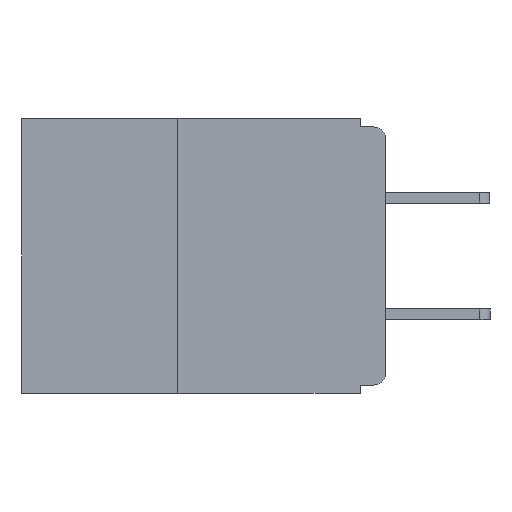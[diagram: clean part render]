
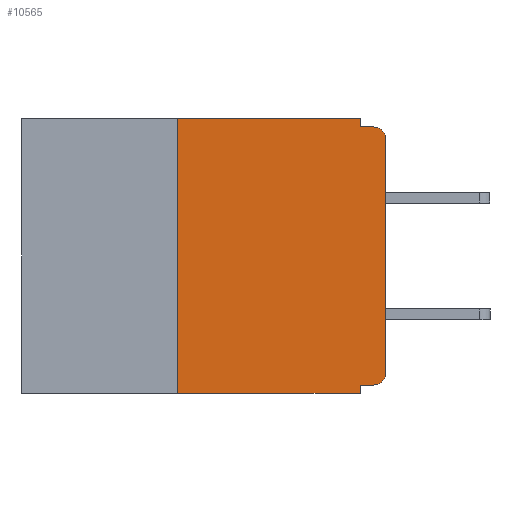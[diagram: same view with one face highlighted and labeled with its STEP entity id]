
A CAD part, left-side view. The second image highlights one B-rep face of the part: STEP entity #10565.
In plain terms, the highlighted planar face has unit normal (-1, 0, 0).
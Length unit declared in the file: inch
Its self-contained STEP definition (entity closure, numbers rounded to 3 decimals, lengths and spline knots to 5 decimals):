
#4 = CIRCLE ( 'NONE', #5544, 0.015 ) ;
#127 = CARTESIAN_POINT ( 'NONE',  ( 0., 0.25, -0.33 ) ) ;
#209 = DIRECTION ( 'NONE',  ( 0., 0., 1. ) ) ;
#372 = EDGE_CURVE ( 'NONE', #17676, #4784, #17240, .T. ) ;
#494 = CARTESIAN_POINT ( 'NONE',  ( 0., 0.031, 0. ) ) ;
#626 = CARTESIAN_POINT ( 'NONE',  ( 0., 0., -0.305 ) ) ;
#658 = LINE ( 'NONE', #10184, #16147 ) ;
#675 = ORIENTED_EDGE ( 'NONE', *, *, #10480, .F. ) ;
#781 = CARTESIAN_POINT ( 'NONE',  ( 0., 0.031, 0. ) ) ;
#1135 = VERTEX_POINT ( 'NONE', #2957 ) ;
#1308 = CARTESIAN_POINT ( 'NONE',  ( 0., 0.437, -0.33 ) ) ;
#1330 = DIRECTION ( 'NONE',  ( 0., -1., 0. ) ) ;
#1452 = EDGE_CURVE ( 'NONE', #4784, #1883, #7761, .T. ) ;
#1590 = PLANE ( 'NONE',  #4092 ) ;
#1646 = CIRCLE ( 'NONE', #16757, 0.015 ) ;
#1843 = ORIENTED_EDGE ( 'NONE', *, *, #1452, .F. ) ;
#1883 = VERTEX_POINT ( 'NONE', #6705 ) ;
#1918 = VECTOR ( 'NONE', #4478, 39.37008 ) ;
#2585 = ORIENTED_EDGE ( 'NONE', *, *, #4783, .F. ) ;
#2957 = CARTESIAN_POINT ( 'NONE',  ( 0., 0.25, -0.33 ) ) ;
#3536 = DIRECTION ( 'NONE',  ( 0., 1., 0. ) ) ;
#3546 = DIRECTION ( 'NONE',  ( -1., 0., 0. ) ) ;
#4092 = AXIS2_PLACEMENT_3D ( 'NONE', #16115, #17472, #8904 ) ;
#4207 = ORIENTED_EDGE ( 'NONE', *, *, #9972, .T. ) ;
#4478 = DIRECTION ( 'NONE',  ( 0., 0., -1. ) ) ;
#4529 = VERTEX_POINT ( 'NONE', #17542 ) ;
#4574 = ORIENTED_EDGE ( 'NONE', *, *, #9425, .T. ) ;
#4783 = EDGE_CURVE ( 'NONE', #16170, #17676, #18144, .T. ) ;
#4784 = VERTEX_POINT ( 'NONE', #14932 ) ;
#4899 = LINE ( 'NONE', #127, #13058 ) ;
#5268 = VECTOR ( 'NONE', #3536, 39.37008 ) ;
#5544 = AXIS2_PLACEMENT_3D ( 'NONE', #12237, #3546, #13676 ) ;
#6269 = DIRECTION ( 'NONE',  ( -1., 0., 0. ) ) ;
#6674 = VECTOR ( 'NONE', #1330, 39.37008 ) ;
#6705 = CARTESIAN_POINT ( 'NONE',  ( 0., 0.015, -0.01 ) ) ;
#7008 = CARTESIAN_POINT ( 'NONE',  ( 0., 0.031, -0.33 ) ) ;
#7188 = CARTESIAN_POINT ( 'NONE',  ( 0., 0.031, -0.32 ) ) ;
#7254 = DIRECTION ( 'NONE',  ( 0., 0., -1. ) ) ;
#7761 = LINE ( 'NONE', #17666, #18642 ) ;
#8436 = VERTEX_POINT ( 'NONE', #7008 ) ;
#8904 = DIRECTION ( 'NONE',  ( 0., 0., -1. ) ) ;
#8985 = EDGE_CURVE ( 'NONE', #1135, #8436, #18092, .T. ) ;
#9019 = VERTEX_POINT ( 'NONE', #626 ) ;
#9068 = LINE ( 'NONE', #10676, #5268 ) ;
#9094 = EDGE_CURVE ( 'NONE', #1135, #16170, #4899, .T. ) ;
#9425 = EDGE_CURVE ( 'NONE', #9510, #1883, #4, .T. ) ;
#9510 = VERTEX_POINT ( 'NONE', #13798 ) ;
#9704 = EDGE_CURVE ( 'NONE', #9019, #9510, #14397, .T. ) ;
#9944 = CARTESIAN_POINT ( 'NONE',  ( 0., 0.25, 0. ) ) ;
#9972 = EDGE_CURVE ( 'NONE', #4529, #9019, #1646, .T. ) ;
#10026 = EDGE_LOOP ( 'NONE', ( #18392, #4574, #1843, #16126, #2585, #11212, #13947, #675, #12169, #4207 ) ) ;
#10184 = CARTESIAN_POINT ( 'NONE',  ( 0., 0.031, -0.33 ) ) ;
#10480 = EDGE_CURVE ( 'NONE', #14423, #8436, #658, .T. ) ;
#10565 = ADVANCED_FACE ( 'NONE', ( #14361 ), #1590, .F. ) ;
#10616 = VECTOR ( 'NONE', #15061, 39.37008 ) ;
#10676 = CARTESIAN_POINT ( 'NONE',  ( 0., 0., -0.32 ) ) ;
#11212 = ORIENTED_EDGE ( 'NONE', *, *, #9094, .F. ) ;
#11383 = DIRECTION ( 'NONE',  ( 0., -1., 0. ) ) ;
#12169 = ORIENTED_EDGE ( 'NONE', *, *, #17680, .F. ) ;
#12237 = CARTESIAN_POINT ( 'NONE',  ( 0., 0.015, -0.025 ) ) ;
#13058 = VECTOR ( 'NONE', #209, 39.37008 ) ;
#13676 = DIRECTION ( 'NONE',  ( 0., 0., -1. ) ) ;
#13798 = CARTESIAN_POINT ( 'NONE',  ( 0., 0., -0.025 ) ) ;
#13947 = ORIENTED_EDGE ( 'NONE', *, *, #8985, .T. ) ;
#14361 = FACE_OUTER_BOUND ( 'NONE', #10026, .T. ) ;
#14397 = LINE ( 'NONE', #15610, #17238 ) ;
#14423 = VERTEX_POINT ( 'NONE', #7188 ) ;
#14932 = CARTESIAN_POINT ( 'NONE',  ( 0., 0.031, -0.01 ) ) ;
#14956 = CARTESIAN_POINT ( 'NONE',  ( 0., 0.437, 0. ) ) ;
#14964 = CARTESIAN_POINT ( 'NONE',  ( 0., 0.015, -0.305 ) ) ;
#15061 = DIRECTION ( 'NONE',  ( 0., -1., 0. ) ) ;
#15610 = CARTESIAN_POINT ( 'NONE',  ( 0., 0., 0. ) ) ;
#16115 = CARTESIAN_POINT ( 'NONE',  ( 0., 0.437, 0. ) ) ;
#16126 = ORIENTED_EDGE ( 'NONE', *, *, #372, .F. ) ;
#16147 = VECTOR ( 'NONE', #7254, 39.37008 ) ;
#16170 = VERTEX_POINT ( 'NONE', #9944 ) ;
#16367 = DIRECTION ( 'NONE',  ( 0., 0., -1. ) ) ;
#16757 = AXIS2_PLACEMENT_3D ( 'NONE', #14964, #6269, #16367 ) ;
#17095 = DIRECTION ( 'NONE',  ( 0., 0., 1. ) ) ;
#17238 = VECTOR ( 'NONE', #17095, 39.37008 ) ;
#17240 = LINE ( 'NONE', #781, #1918 ) ;
#17472 = DIRECTION ( 'NONE',  ( 1., 0., 0. ) ) ;
#17542 = CARTESIAN_POINT ( 'NONE',  ( 0., 0.015, -0.32 ) ) ;
#17666 = CARTESIAN_POINT ( 'NONE',  ( 0., 0., -0.01 ) ) ;
#17676 = VERTEX_POINT ( 'NONE', #494 ) ;
#17680 = EDGE_CURVE ( 'NONE', #4529, #14423, #9068, .T. ) ;
#18092 = LINE ( 'NONE', #1308, #6674 ) ;
#18144 = LINE ( 'NONE', #14956, #10616 ) ;
#18392 = ORIENTED_EDGE ( 'NONE', *, *, #9704, .T. ) ;
#18642 = VECTOR ( 'NONE', #11383, 39.37008 ) ;
